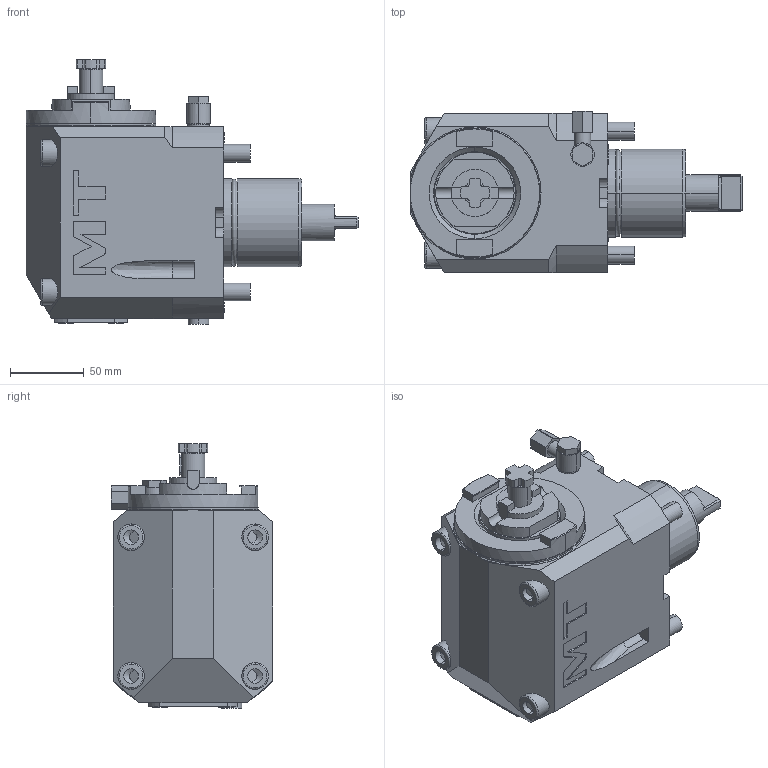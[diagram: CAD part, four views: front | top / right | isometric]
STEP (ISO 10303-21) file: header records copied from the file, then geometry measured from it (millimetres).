
FILE_DESCRIPTION((''),'2;1');
FILE_NAME('MNL0751617_CONF','2023-02-13T15:56:34',('sterribile'),('M.T. srl'),'CREO PARAMETRIC BY PTC INC, 2021072','CREO PARAMETRIC BY PTC INC, 2021072','');
FILE_SCHEMA(('CONFIG_CONTROL_DESIGN'));
Length unit declared in the file: millimetre
Products named in the file (1): MNL0751617_CONF
Bounding box: 225 x 109.5 x 179.5 mm (x, y, z)
Volume: 1965199.7 mm3; surface area: 121721.6 mm2
Topology: 1 solids, 1 shells, 369 faces, 917 edges, 595 vertices
Faces by surface type: plane 215, cylinder 112, cone 20, torus 16, extrusion 4, bspline 2
Entity records: 12037 total; most frequent: CARTESIAN_POINT 3046, DIRECTION 1889, ORIENTED_EDGE 1834, EDGE_CURVE 917, AXIS2_PLACEMENT_3D 666, VERTEX_POINT 595, VECTOR 557, LINE 553
